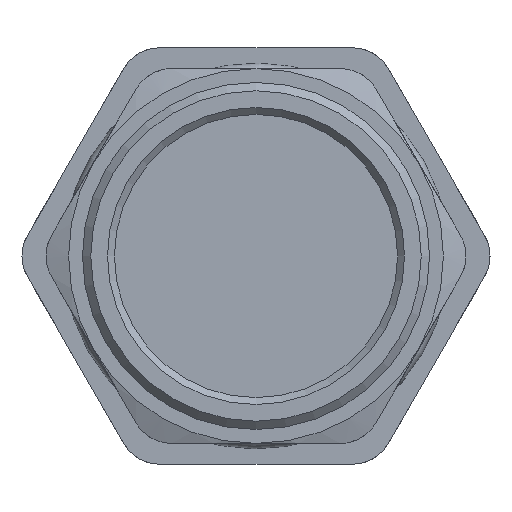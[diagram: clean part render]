
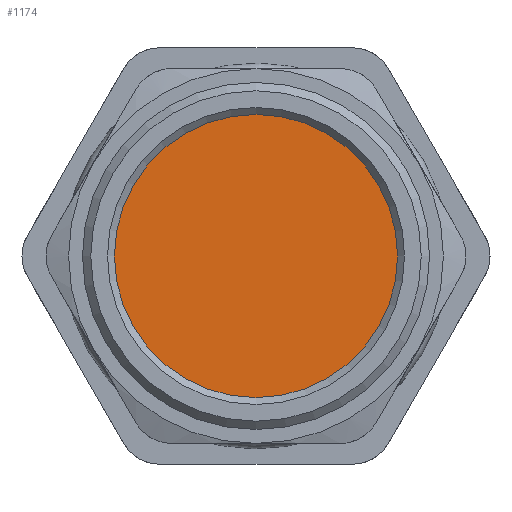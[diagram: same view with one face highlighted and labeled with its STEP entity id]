
A CAD part, front view. The second image highlights one B-rep face of the part: STEP entity #1174.
In plain terms, the highlighted planar face has unit normal (0, -1, 0).
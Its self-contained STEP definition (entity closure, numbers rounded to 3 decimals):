
#130=FACE_OUTER_BOUND('',#203,.T.);
#203=EDGE_LOOP('',(#743));
#404=CIRCLE('',#1278,10.2);
#462=VERTEX_POINT('',#1728);
#571=EDGE_CURVE('',#462,#462,#404,.T.);
#743=ORIENTED_EDGE('',*,*,#571,.F.);
#1075=PLANE('',#1277);
#1174=ADVANCED_FACE('',(#130),#1075,.F.);
#1277=AXIS2_PLACEMENT_3D('',#1727,#1418,#1419);
#1278=AXIS2_PLACEMENT_3D('',#1729,#1420,#1421);
#1418=DIRECTION('center_axis',(0.,1.,0.));
#1419=DIRECTION('ref_axis',(0.,0.,1.));
#1420=DIRECTION('center_axis',(0.,1.,0.));
#1421=DIRECTION('ref_axis',(1.,0.,0.));
#1727=CARTESIAN_POINT('Origin',(-5.179,-11.094,0.));
#1728=CARTESIAN_POINT('',(-15.379,-11.094,0.));
#1729=CARTESIAN_POINT('Origin',(-5.179,-11.094,0.));
